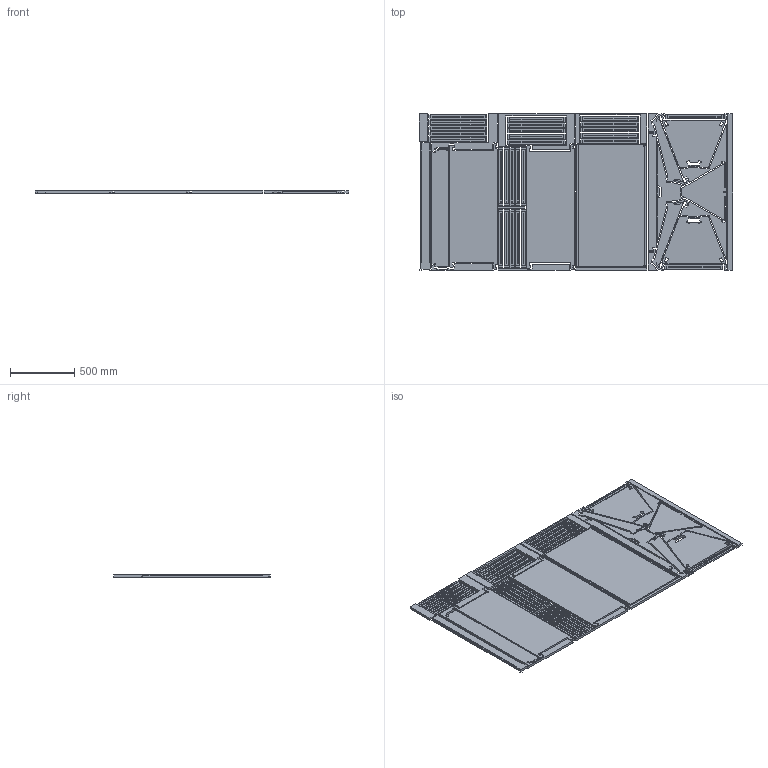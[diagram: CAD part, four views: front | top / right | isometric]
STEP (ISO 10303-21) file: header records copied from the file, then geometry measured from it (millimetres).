
FILE_DESCRIPTION(/* description */ (''),/* implementation_level */ '2;1');
FILE_NAME(/* name */ 'ECO-~XUR',/* time_stamp */ '2015-06-09T19:19:41+02:00',/* author */ (''),/* organization */ (''),/* preprocessor_version */ 'ST-DEVELOPER v14',/* originating_system */ '',/* authorisation */ '');
FILE_SCHEMA (('CONFIG_CONTROL_DESIGN'));
Length unit declared in the file: inch
Products named in the file (1): Document
Bounding box: 2438.4 x 1219.2 x 18.75 mm (x, y, z)
Volume: 46749913.1 mm3; surface area: 6567465.1 mm2
Topology: 58 solids, 58 shells, 1015 faces, 2604 edges, 1734 vertices
Faces by surface type: plane 543, bspline 472
Entity records: 27580 total; most frequent: CARTESIAN_POINT 12499, ORIENTED_EDGE 5208, EDGE_CURVE 2604, VERTEX_POINT 1734, EDGE_LOOP 1058, ADVANCED_FACE 1015, FACE_OUTER_BOUND 1015, B_SPLINE_CURVE_WITH_KNOTS 567
